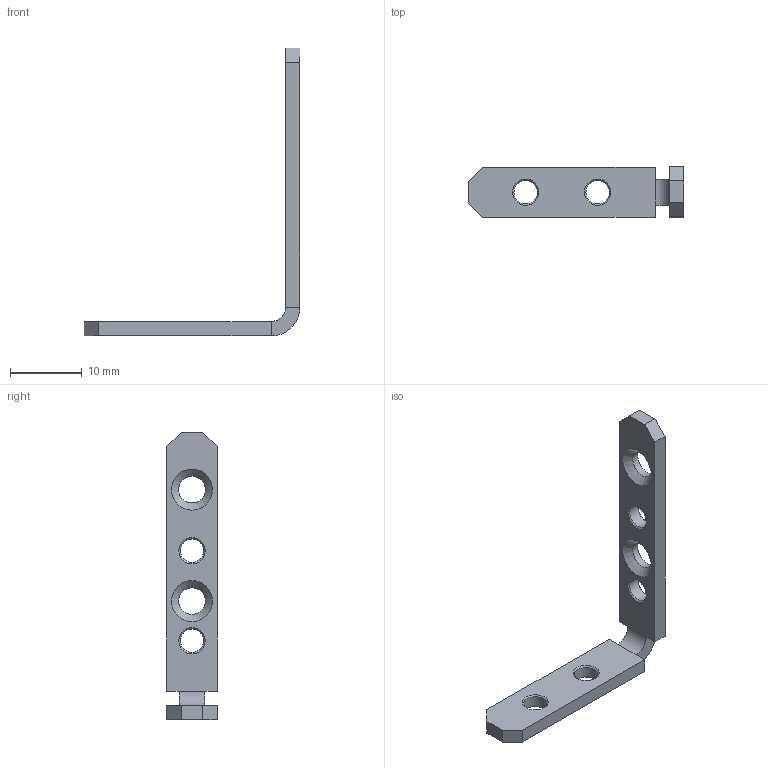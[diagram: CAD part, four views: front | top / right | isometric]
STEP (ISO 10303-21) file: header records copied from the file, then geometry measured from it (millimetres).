
FILE_DESCRIPTION(/* description */ ('Mount- connector_1'),/* implementation_level */ '2;1');
FILE_NAME(/* name */ 'PA-MOUNT-GL-00.stp',/* time_stamp */ '2021-01-05T13:40:09+01:00',/* author */ ('tomaszw'),/* organization */ (''),/* preprocessor_version */ 'ST-DEVELOPER v18.1',/* originating_system */ 'Autodesk Inventor 2020',/* authorisation */ '');
FILE_SCHEMA (('AUTOMOTIVE_DESIGN { 1 0 10303 214 3 1 1 }'));
Length unit declared in the file: millimetre
Products named in the file (1): GTV-189- mount_1
Bounding box: 30 x 7 x 40 mm (x, y, z)
Volume: 761.5 mm3; surface area: 1183.8 mm2
Topology: 1 solids, 1 shells, 38 faces, 94 edges, 58 vertices
Faces by surface type: plane 20, cone 10, cylinder 8
Full cylindrical faces by diameter (mm): 3.242 x4, 3.7 x2
Entity records: 1181 total; most frequent: DIRECTION 202, CARTESIAN_POINT 191, ORIENTED_EDGE 188, EDGE_CURVE 94, AXIS2_PLACEMENT_3D 69, LINE 64, VECTOR 64, VERTEX_POINT 58
